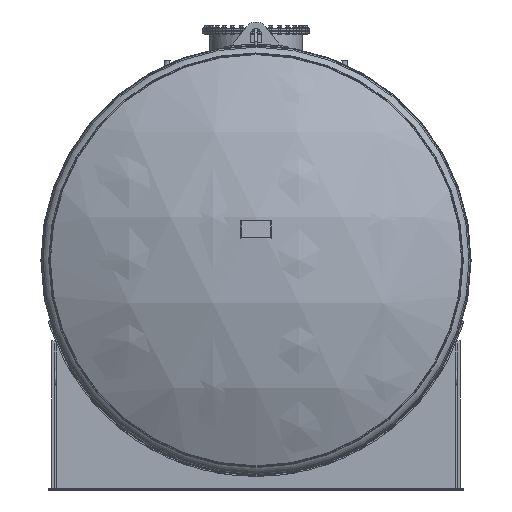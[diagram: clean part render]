
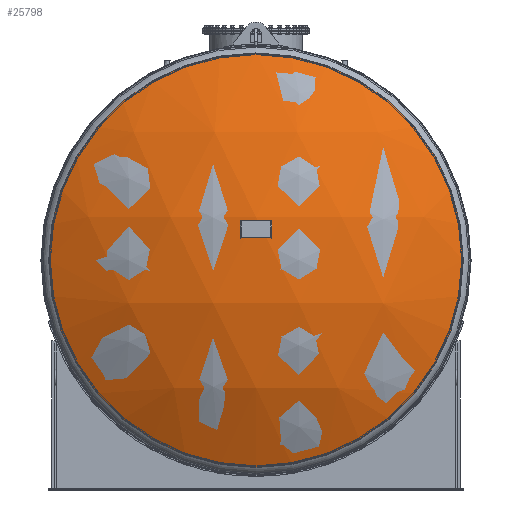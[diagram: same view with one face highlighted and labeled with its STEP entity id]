
A CAD part, left-side view. The second image highlights one B-rep face of the part: STEP entity #25798.
In plain terms, the highlighted spherical face has radius 2915 mm.
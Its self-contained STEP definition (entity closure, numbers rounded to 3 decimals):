
#6530=FACE_OUTER_BOUND('',#8268,.T.);
#8268=EDGE_LOOP('',(#18641));
#9999=CIRCLE('',#28036,1402.06);
#11486=VERTEX_POINT('',#40968);
#14086=EDGE_CURVE('',#11486,#11486,#9999,.T.);
#18641=ORIENTED_EDGE('',*,*,#14086,.T.);
#23689=SPHERICAL_SURFACE('',#28038,2915.);
#25798=ADVANCED_FACE('',(#6530),#23689,.T.);
#28036=AXIS2_PLACEMENT_3D('',#40969,#32155,#32156);
#28038=AXIS2_PLACEMENT_3D('',#40971,#32159,#32160);
#32155=DIRECTION('center_axis',(-1.,0.,0.));
#32156=DIRECTION('ref_axis',(0.,-1.,0.));
#32159=DIRECTION('center_axis',(0.,0.,
1.));
#32160=DIRECTION('ref_axis',(0.,-1.,0.));
#40968=CARTESIAN_POINT('',(-15086.927,0.,1402.06));
#40969=CARTESIAN_POINT('Origin',(-15086.927,0.,
0.));
#40971=CARTESIAN_POINT('Origin',(-12531.256,0.,
0.));
